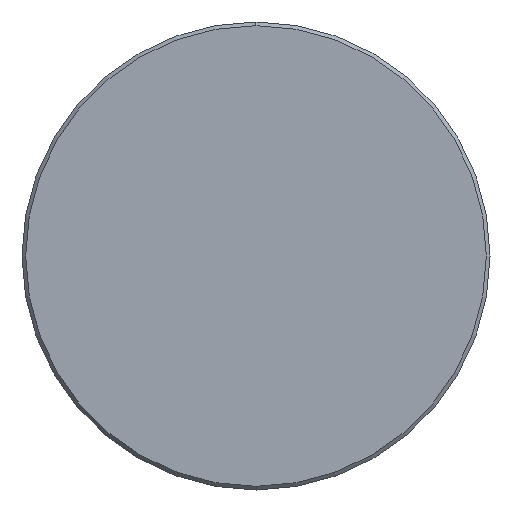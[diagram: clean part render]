
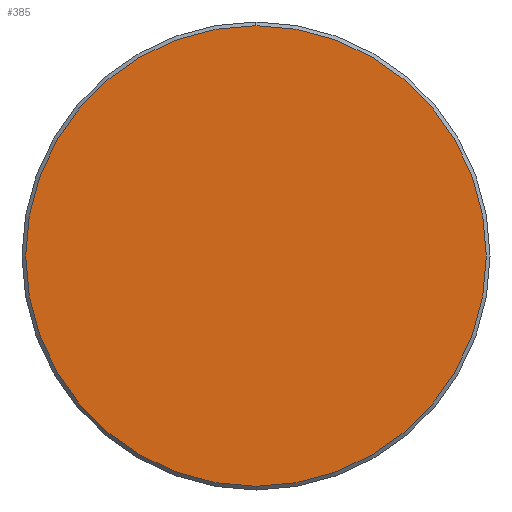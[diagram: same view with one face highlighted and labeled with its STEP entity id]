
A CAD part, left-side view. The second image highlights one B-rep face of the part: STEP entity #385.
In plain terms, the highlighted planar face has unit normal (-1, 0, 0).
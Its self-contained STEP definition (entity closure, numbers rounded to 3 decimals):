
#60 = EDGE_CURVE ( 'NONE', #160, #98, #634, .T. ) ;
#98 = VERTEX_POINT ( 'NONE', #571 ) ;
#114 = CARTESIAN_POINT ( 'NONE',  ( 0., 0., 0. ) ) ;
#154 = AXIS2_PLACEMENT_3D ( 'NONE', #185, #667, #400 ) ;
#160 = VERTEX_POINT ( 'NONE', #369 ) ;
#170 = DIRECTION ( 'NONE',  ( 1., 0., 0. ) ) ;
#185 = CARTESIAN_POINT ( 'NONE',  ( 0., 0., 0. ) ) ;
#188 = FACE_OUTER_BOUND ( 'NONE', #216, .T. ) ;
#197 = AXIS2_PLACEMENT_3D ( 'NONE', #114, #546, #479 ) ;
#216 = EDGE_LOOP ( 'NONE', ( #395, #623 ) ) ;
#228 = EDGE_CURVE ( 'NONE', #98, #160, #484, .T. ) ;
#282 = DIRECTION ( 'NONE',  ( 0., 0., -1. ) ) ;
#304 = AXIS2_PLACEMENT_3D ( 'NONE', #437, #170, #282 ) ;
#369 = CARTESIAN_POINT ( 'NONE',  ( 0., 0., 18.7 ) ) ;
#385 = ADVANCED_FACE ( 'NONE', ( #188 ), #492, .F. ) ;
#395 = ORIENTED_EDGE ( 'NONE', *, *, #228, .T. ) ;
#400 = DIRECTION ( 'NONE',  ( 0., 0., 1. ) ) ;
#437 = CARTESIAN_POINT ( 'NONE',  ( 0., 0., 0. ) ) ;
#479 = DIRECTION ( 'NONE',  ( 0., 0., 1. ) ) ;
#484 = CIRCLE ( 'NONE', #197, 18.7 ) ;
#492 = PLANE ( 'NONE',  #304 ) ;
#546 = DIRECTION ( 'NONE',  ( -1., 0., 0. ) ) ;
#571 = CARTESIAN_POINT ( 'NONE',  ( 0., 0., -18.7 ) ) ;
#623 = ORIENTED_EDGE ( 'NONE', *, *, #60, .T. ) ;
#634 = CIRCLE ( 'NONE', #154, 18.7 ) ;
#667 = DIRECTION ( 'NONE',  ( -1., 0., 0. ) ) ;
